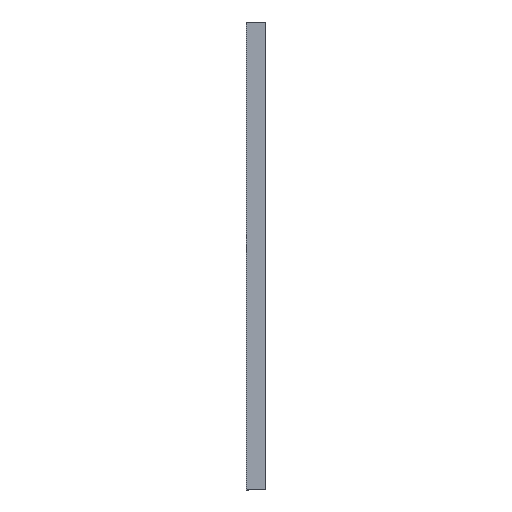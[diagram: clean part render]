
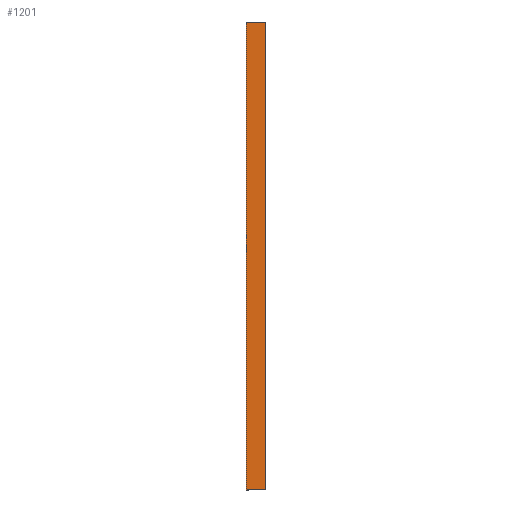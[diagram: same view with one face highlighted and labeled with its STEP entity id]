
A CAD part, left-side view. The second image highlights one B-rep face of the part: STEP entity #1201.
In plain terms, the highlighted planar face has unit normal (-1, 0, 0).
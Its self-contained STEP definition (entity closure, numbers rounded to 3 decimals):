
#96=FACE_OUTER_BOUND('',#164,.T.);
#164=EDGE_LOOP('',(#820,#821,#822,#823,#824,#825));
#239=LINE('',#1726,#367);
#263=LINE('',#1814,#391);
#264=LINE('',#1816,#392);
#265=LINE('',#1818,#393);
#266=LINE('',#1820,#394);
#267=LINE('',#1821,#395);
#367=VECTOR('',#1393,10.);
#391=VECTOR('',#1459,10.);
#392=VECTOR('',#1460,10.);
#393=VECTOR('',#1461,10.);
#394=VECTOR('',#1462,10.);
#395=VECTOR('',#1463,10.);
#494=VERTEX_POINT('',#1723);
#495=VERTEX_POINT('',#1725);
#538=VERTEX_POINT('',#1813);
#539=VERTEX_POINT('',#1815);
#540=VERTEX_POINT('',#1817);
#541=VERTEX_POINT('',#1819);
#607=EDGE_CURVE('',#494,#495,#239,.T.);
#651=EDGE_CURVE('',#538,#494,#263,.T.);
#652=EDGE_CURVE('',#539,#538,#264,.T.);
#653=EDGE_CURVE('',#540,#539,#265,.T.);
#654=EDGE_CURVE('',#541,#540,#266,.T.);
#655=EDGE_CURVE('',#495,#541,#267,.T.);
#820=ORIENTED_EDGE('',*,*,#651,.F.);
#821=ORIENTED_EDGE('',*,*,#652,.F.);
#822=ORIENTED_EDGE('',*,*,#653,.F.);
#823=ORIENTED_EDGE('',*,*,#654,.F.);
#824=ORIENTED_EDGE('',*,*,#655,.F.);
#825=ORIENTED_EDGE('',*,*,#607,.F.);
#1104=PLANE('',#1302);
#1201=ADVANCED_FACE('',(#96),#1104,.T.);
#1302=AXIS2_PLACEMENT_3D('',#1812,#1457,#1458);
#1393=DIRECTION('',(0.,0.,1.));
#1457=DIRECTION('center_axis',(-1.,0.,0.));
#1458=DIRECTION('ref_axis',(0.,0.,1.));
#1459=DIRECTION('',(0.,1.,0.));
#1460=DIRECTION('',(0.,1.,0.));
#1461=DIRECTION('',(0.,0.,-1.));
#1462=DIRECTION('',(0.,-1.,0.));
#1463=DIRECTION('',(0.,-1.,0.));
#1723=CARTESIAN_POINT('',(-46.701,1.5,-300.));
#1725=CARTESIAN_POINT('',(-46.701,1.5,0.));
#1726=CARTESIAN_POINT('',(-46.701,1.5,-150.));
#1812=CARTESIAN_POINT('Origin',(-46.701,17.179,-150.));
#1813=CARTESIAN_POINT('',(-46.701,-2.,-300.));
#1814=CARTESIAN_POINT('',(-46.701,10.715,-300.));
#1815=CARTESIAN_POINT('',(-46.701,-11.021,-300.));
#1816=CARTESIAN_POINT('',(-46.701,-11.021,-300.));
#1817=CARTESIAN_POINT('',(-46.701,-11.021,0.));
#1818=CARTESIAN_POINT('',(-46.701,-11.021,0.));
#1819=CARTESIAN_POINT('',(-46.701,-2.,0.));
#1820=CARTESIAN_POINT('',(-46.701,45.379,0.));
#1821=CARTESIAN_POINT('',(-46.701,7.59,0.));
